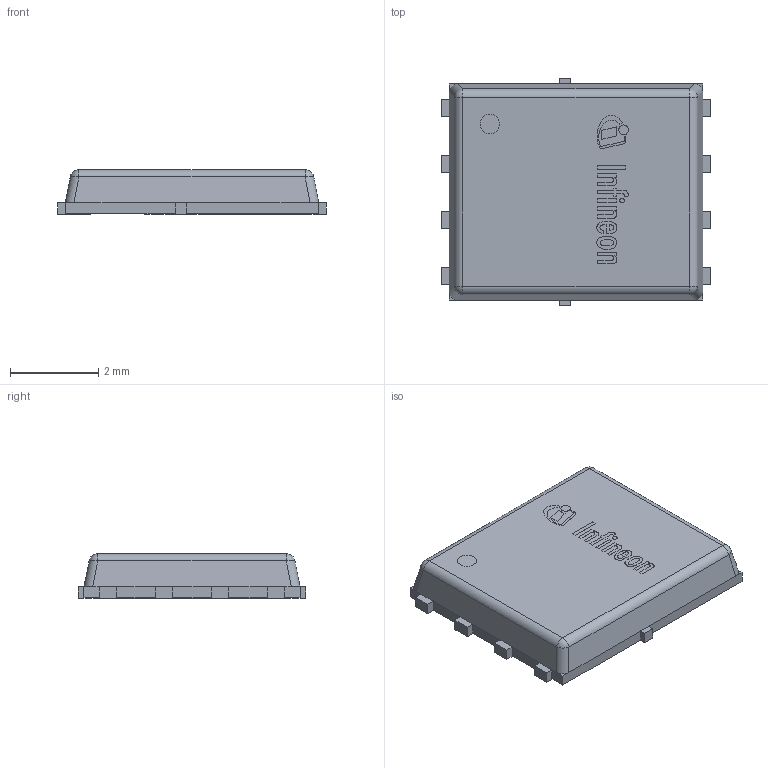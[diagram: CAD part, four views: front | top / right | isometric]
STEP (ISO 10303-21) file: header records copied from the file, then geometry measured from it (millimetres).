
FILE_DESCRIPTION(/* description */ (''),/* implementation_level */ '2;1');
FILE_NAME(/* name */ '1.stp',/* time_stamp */ '2024-04-10T18:52:15+05:30',/* author */ ('sivamani'),/* organization */ (''),/* preprocessor_version */ 'ST-DEVELOPER v19.2',/* originating_system */ 'AutoCAD Mechanical',/* authorisation */ '');
FILE_SCHEMA (('AUTOMOTIVE_DESIGN { 1 0 10303 214 3 1 1 }'));
Length unit declared in the file: millimetre
Products named in the file (1): Product
Bounding box: 6.1 x 5.15 x 1.01 mm (x, y, z)
Volume: 27.2 mm3; surface area: 125.6 mm2
Topology: 17 solids, 17 shells, 312 faces, 791 edges, 514 vertices
Faces by surface type: plane 240, cylinder 50, bspline 18, sphere 4
Full cylindrical faces by diameter (mm): 0.107 x1, 0.219 x1, 0.44 x2
Entity records: 9511 total; most frequent: CARTESIAN_POINT 1988, ORIENTED_EDGE 1582, DIRECTION 1445, EDGE_CURVE 791, LINE 655, VECTOR 655, VERTEX_POINT 514, AXIS2_PLACEMENT_3D 395
